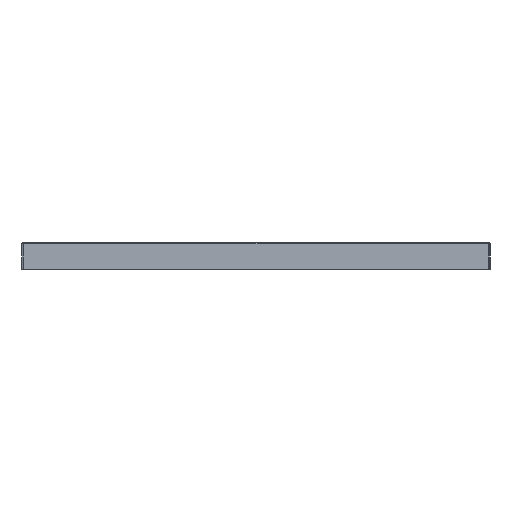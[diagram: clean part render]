
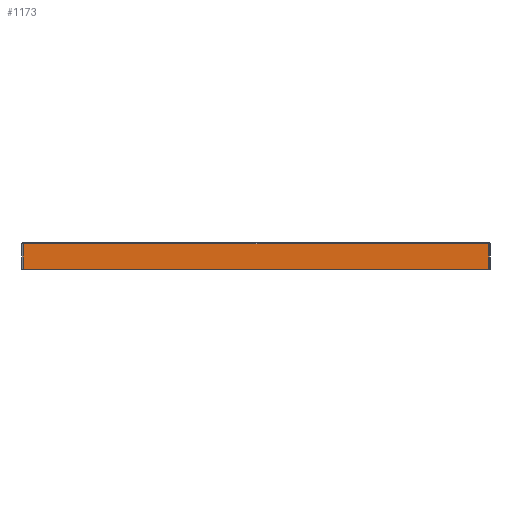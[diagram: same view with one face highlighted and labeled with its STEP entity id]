
A CAD part, left-side view. The second image highlights one B-rep face of the part: STEP entity #1173.
In plain terms, the highlighted planar face has unit normal (-1, 0, 0).
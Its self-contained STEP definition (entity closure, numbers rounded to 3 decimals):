
#394=B_SPLINE_CURVE_WITH_KNOTS('',3,(#21317,#21318,#21319,#21320,#21321,
#21322,#21323,#21324,#21325,#21326,#21327,#21328,#21329,#21330,#21331,#21332),
 .UNSPECIFIED.,.F.,.F.,(4,3,3,3,3,4),(0.,0.022,0.044,
0.131,0.481,1.),.UNSPECIFIED.);
#395=B_SPLINE_CURVE_WITH_KNOTS('',3,(#21335,#21336,#21337,#21338,#21339,
#21340,#21341,#21342,#21343,#21344,#21345,#21346,#21347,#21348,#21349,#21350,
#21351,#21352,#21353,#21354,#21355,#21356,#21357,#21358,#21359),
 .UNSPECIFIED.,.F.,.F.,(4,3,3,3,3,3,3,3,4),(0.,0.009,0.043,
0.181,0.732,0.869,0.956,
0.978,1.),.UNSPECIFIED.);
#812=FACE_OUTER_BOUND('',#1750,.T.);
#1173=ADVANCED_FACE('',(#812),#1450,.T.);
#1450=PLANE('',#6786);
#1750=EDGE_LOOP('',(#3326,#3327,#3328,#3329,#3330));
#3326=ORIENTED_EDGE('',*,*,#5356,.T.);
#3327=ORIENTED_EDGE('',*,*,#5357,.T.);
#3328=ORIENTED_EDGE('',*,*,#5358,.T.);
#3329=ORIENTED_EDGE('',*,*,#5352,.F.);
#3330=ORIENTED_EDGE('',*,*,#5359,.T.);
#4588=VERTEX_POINT('',#21308);
#4589=VERTEX_POINT('',#21310);
#4592=VERTEX_POINT('',#21333);
#4593=VERTEX_POINT('',#21334);
#4594=VERTEX_POINT('',#21360);
#5352=EDGE_CURVE('',#4588,#4589,#6005,.T.);
#5356=EDGE_CURVE('',#4592,#4593,#394,.T.);
#5357=EDGE_CURVE('',#4593,#4594,#395,.T.);
#5358=EDGE_CURVE('',#4594,#4589,#6007,.T.);
#5359=EDGE_CURVE('',#4588,#4592,#6008,.T.);
#6005=LINE('',#21309,#6395);
#6007=LINE('',#21361,#6397);
#6008=LINE('',#21362,#6398);
#6395=VECTOR('',#7973,1.);
#6397=VECTOR('',#7981,1.);
#6398=VECTOR('',#7982,1.);
#6786=AXIS2_PLACEMENT_3D('',#21363,#7983,#7984);
#7973=DIRECTION('',(0.,1.,0.));
#7981=DIRECTION('',(0.,0.,-1.));
#7982=DIRECTION('',(0.,0.,1.));
#7983=DIRECTION('',(-1.,0.,0.));
#7984=DIRECTION('',(0.,0.,1.));
#21308=CARTESIAN_POINT('',(-200.,-348.5,0.));
#21309=CARTESIAN_POINT('',(-200.,-350.,0.));
#21310=CARTESIAN_POINT('',(-200.,348.5,0.));
#21317=CARTESIAN_POINT('',(-200.,-348.5,38.48));
#21318=CARTESIAN_POINT('',(-200.,-345.959,38.452));
#21319=CARTESIAN_POINT('',(-200.,-343.418,38.464));
#21320=CARTESIAN_POINT('',(-200.,-340.877,38.464));
#21321=CARTESIAN_POINT('',(-200.,-338.336,38.464));
#21322=CARTESIAN_POINT('',(-200.,-335.796,38.464));
#21323=CARTESIAN_POINT('',(-200.,-333.255,38.464));
#21324=CARTESIAN_POINT('',(-200.,-323.092,38.464));
#21325=CARTESIAN_POINT('',(-200.,-312.928,38.464));
#21326=CARTESIAN_POINT('',(-200.,-302.765,38.464));
#21327=CARTESIAN_POINT('',(-200.,-262.112,38.464));
#21328=CARTESIAN_POINT('',(-200.,-221.459,38.464));
#21329=CARTESIAN_POINT('',(-200.,-180.806,38.464));
#21330=CARTESIAN_POINT('',(-200.,-120.537,38.464));
#21331=CARTESIAN_POINT('',(-200.,-60.269,38.464));
#21332=CARTESIAN_POINT('',(-200.,0.,38.464));
#21333=CARTESIAN_POINT('',(-200.,-348.5,38.48));
#21334=CARTESIAN_POINT('',(-200.,0.,38.464));
#21335=CARTESIAN_POINT('',(-200.,0.,38.464));
#21336=CARTESIAN_POINT('',(-200.,1.,38.464));
#21337=CARTESIAN_POINT('',(-200.,2.,38.464));
#21338=CARTESIAN_POINT('',(-200.,3.,38.464));
#21339=CARTESIAN_POINT('',(-200.,7.,38.464));
#21340=CARTESIAN_POINT('',(-200.,11.,38.464));
#21341=CARTESIAN_POINT('',(-200.,15.,38.464));
#21342=CARTESIAN_POINT('',(-200.,31.,38.464));
#21343=CARTESIAN_POINT('',(-200.,47.,38.464));
#21344=CARTESIAN_POINT('',(-200.,63.,38.464));
#21345=CARTESIAN_POINT('',(-200.,127.,38.464));
#21346=CARTESIAN_POINT('',(-200.,191.,38.464));
#21347=CARTESIAN_POINT('',(-200.,255.,38.464));
#21348=CARTESIAN_POINT('',(-200.,270.922,38.464));
#21349=CARTESIAN_POINT('',(-200.,286.843,38.464));
#21350=CARTESIAN_POINT('',(-200.,302.765,38.464));
#21351=CARTESIAN_POINT('',(-200.,312.928,38.464));
#21352=CARTESIAN_POINT('',(-200.,323.092,38.464));
#21353=CARTESIAN_POINT('',(-200.,333.255,38.464));
#21354=CARTESIAN_POINT('',(-200.,335.796,38.464));
#21355=CARTESIAN_POINT('',(-200.,338.336,38.464));
#21356=CARTESIAN_POINT('',(-200.,340.877,38.464));
#21357=CARTESIAN_POINT('',(-200.,343.418,38.464));
#21358=CARTESIAN_POINT('',(-200.,345.959,38.452));
#21359=CARTESIAN_POINT('',(-200.,348.5,38.48));
#21360=CARTESIAN_POINT('',(-200.,348.5,38.48));
#21361=CARTESIAN_POINT('',(-200.,348.5,39.));
#21362=CARTESIAN_POINT('',(-200.,-348.5,39.));
#21363=CARTESIAN_POINT('',(-200.,-350.,39.));
